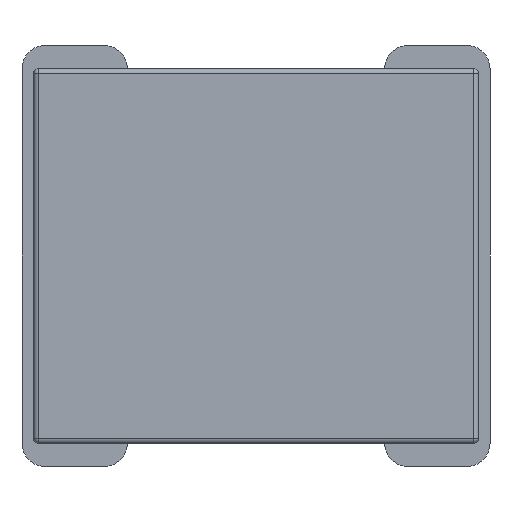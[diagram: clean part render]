
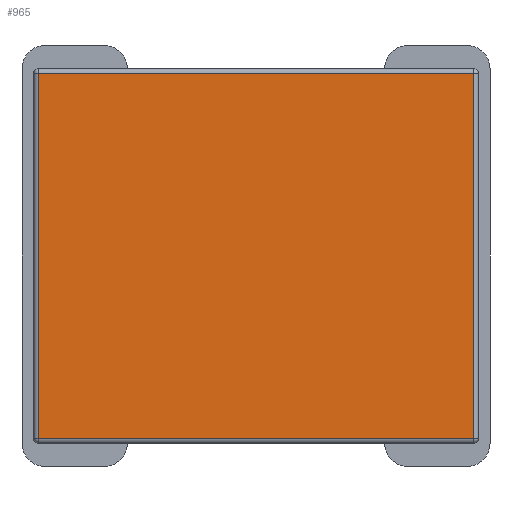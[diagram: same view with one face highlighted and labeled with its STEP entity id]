
A CAD part, front view. The second image highlights one B-rep face of the part: STEP entity #965.
In plain terms, the highlighted planar face has unit normal (0, -1, 0).
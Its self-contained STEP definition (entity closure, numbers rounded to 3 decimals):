
#13=DIRECTION('',(0.,0.,1.));
#86=VECTOR('',#13,1.);
#126=DIRECTION('',(0.,1.,0.));
#244=VECTOR('',#245,1.);
#245=DIRECTION('',(1.,0.,0.));
#288=CARTESIAN_POINT('',(-0.95,-0.575,0.1));
#474=VECTOR('',#475,1.);
#475=DIRECTION('',(-0.,-0.,-1.));
#575=ORIENTED_EDGE('',*,*,#576,.F.);
#576=EDGE_CURVE('',#577,#579,#581,.T.);
#577=VERTEX_POINT('',#578);
#578=CARTESIAN_POINT('',(-0.93,-0.575,0.12));
#579=VERTEX_POINT('',#580);
#580=CARTESIAN_POINT('',(0.93,-0.575,0.12));
#581=LINE('',#582,#244);
#582=CARTESIAN_POINT('',(-0.95,-0.575,0.12));
#761=EDGE_CURVE('',#762,#764,#766,.T.);
#762=VERTEX_POINT('',#763);
#763=CARTESIAN_POINT('',(-0.93,-0.575,1.68));
#764=VERTEX_POINT('',#765);
#765=CARTESIAN_POINT('',(0.93,-0.575,1.68));
#766=LINE('',#767,#244);
#767=CARTESIAN_POINT('',(-0.95,-0.575,1.68));
#893=EDGE_CURVE('',#764,#579,#894,.T.);
#894=LINE('',#765,#474);
#965=ADVANCED_FACE('',(#966),#973,.F.);
#966=FACE_BOUND('',#967,.F.);
#967=EDGE_LOOP('',(#575,#968,#971,#972));
#968=ORIENTED_EDGE('',*,*,#969,.T.);
#969=EDGE_CURVE('',#577,#762,#970,.T.);
#970=LINE('',#578,#86);
#971=ORIENTED_EDGE('',*,*,#761,.T.);
#972=ORIENTED_EDGE('',*,*,#893,.T.);
#973=PLANE('',#974);
#974=AXIS2_PLACEMENT_3D('',#288,#126,#13);
